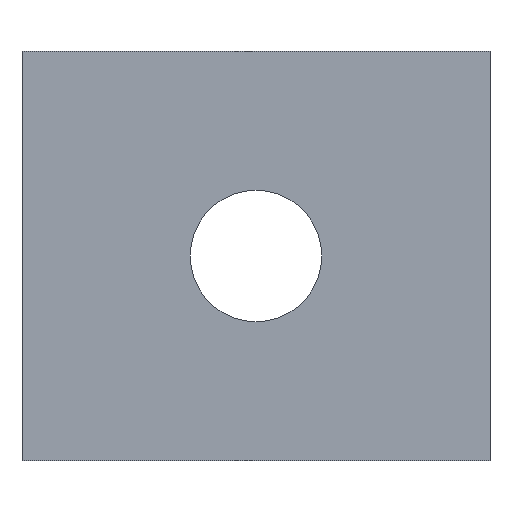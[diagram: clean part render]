
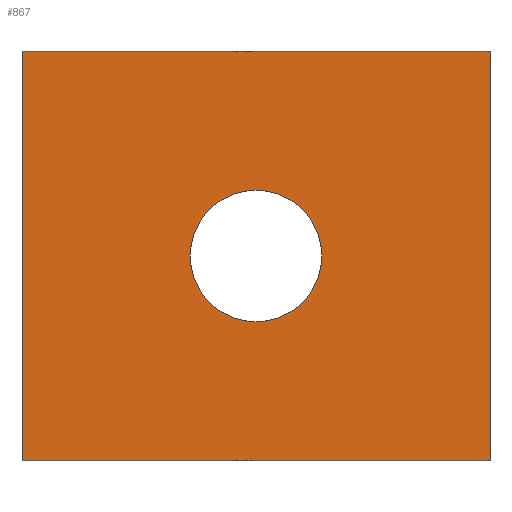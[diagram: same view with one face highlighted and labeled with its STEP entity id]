
A CAD part, front view. The second image highlights one B-rep face of the part: STEP entity #867.
In plain terms, the highlighted planar face has unit normal (0, -1, 0).
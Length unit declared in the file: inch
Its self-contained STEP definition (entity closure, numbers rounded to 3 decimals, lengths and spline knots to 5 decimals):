
#31 = DIRECTION ( 'NONE',  ( 0., 0., -1. ) ) ;
#51 = EDGE_CURVE ( 'NONE', #251, #426, #1092, .T. ) ;
#121 = VERTEX_POINT ( 'NONE', #1017 ) ;
#125 = DIRECTION ( 'NONE',  ( 1., 0., 0. ) ) ;
#136 = LINE ( 'NONE', #871, #998 ) ;
#151 = CARTESIAN_POINT ( 'NONE',  ( 0., -0.5, 0.297 ) ) ;
#192 = CARTESIAN_POINT ( 'NONE',  ( 0.5, -0.5, 0. ) ) ;
#198 = ORIENTED_EDGE ( 'NONE', *, *, #226, .F. ) ;
#199 = PLANE ( 'NONE',  #984 ) ;
#202 = ORIENTED_EDGE ( 'NONE', *, *, #917, .T. ) ;
#203 = DIRECTION ( 'NONE',  ( 0., 1., 0. ) ) ;
#221 = ORIENTED_EDGE ( 'NONE', *, *, #1215, .T. ) ;
#226 = EDGE_CURVE ( 'NONE', #251, #407, #136, .T. ) ;
#251 = VERTEX_POINT ( 'NONE', #1055 ) ;
#254 = ORIENTED_EDGE ( 'NONE', *, *, #836, .T. ) ;
#265 = VECTOR ( 'NONE', #1189, 39.37008 ) ;
#267 = DIRECTION ( 'NONE',  ( 0., 0., 1. ) ) ;
#290 = EDGE_CURVE ( 'NONE', #407, #1183, #405, .T. ) ;
#292 = FACE_OUTER_BOUND ( 'NONE', #655, .T. ) ;
#355 = CARTESIAN_POINT ( 'NONE',  ( 0.5, -0.5, 0. ) ) ;
#376 = LINE ( 'NONE', #192, #588 ) ;
#379 = CARTESIAN_POINT ( 'NONE',  ( 0., -0.5, 0.4375 ) ) ;
#405 = LINE ( 'NONE', #584, #1145 ) ;
#407 = VERTEX_POINT ( 'NONE', #716 ) ;
#426 = VERTEX_POINT ( 'NONE', #808 ) ;
#574 = DIRECTION ( 'NONE',  ( 0., 1., 0. ) ) ;
#584 = CARTESIAN_POINT ( 'NONE',  ( 0.5, -0.5, 0.875 ) ) ;
#588 = VECTOR ( 'NONE', #757, 39.37008 ) ;
#631 = CARTESIAN_POINT ( 'NONE',  ( -0.5, -0.5, 0.875 ) ) ;
#651 = ORIENTED_EDGE ( 'NONE', *, *, #51, .T. ) ;
#655 = EDGE_LOOP ( 'NONE', ( #202, #768, #198, #651 ) ) ;
#716 = CARTESIAN_POINT ( 'NONE',  ( 0.5, -0.5, 0.875 ) ) ;
#725 = VERTEX_POINT ( 'NONE', #151 ) ;
#757 = DIRECTION ( 'NONE',  ( 1., 0., 0. ) ) ;
#763 = CARTESIAN_POINT ( 'NONE',  ( 0., -0.5, 0.4375 ) ) ;
#768 = ORIENTED_EDGE ( 'NONE', *, *, #290, .F. ) ;
#782 = CIRCLE ( 'NONE', #937, 0.1405 ) ;
#808 = CARTESIAN_POINT ( 'NONE',  ( -0.5, -0.5, 0. ) ) ;
#836 = EDGE_CURVE ( 'NONE', #121, #725, #782, .T. ) ;
#837 = EDGE_LOOP ( 'NONE', ( #254, #221 ) ) ;
#848 = DIRECTION ( 'NONE',  ( 1., 0., 0. ) ) ;
#867 = ADVANCED_FACE ( 'NONE', ( #1144, #292 ), #199, .F. ) ;
#871 = CARTESIAN_POINT ( 'NONE',  ( 0.5, -0.5, 0.875 ) ) ;
#917 = EDGE_CURVE ( 'NONE', #426, #1183, #376, .T. ) ;
#918 = AXIS2_PLACEMENT_3D ( 'NONE', #379, #574, #1150 ) ;
#928 = DIRECTION ( 'NONE',  ( 0., 1., 0. ) ) ;
#937 = AXIS2_PLACEMENT_3D ( 'NONE', #763, #203, #267 ) ;
#955 = CARTESIAN_POINT ( 'NONE',  ( 0.5, -0.5, 0.875 ) ) ;
#984 = AXIS2_PLACEMENT_3D ( 'NONE', #955, #928, #848 ) ;
#998 = VECTOR ( 'NONE', #125, 39.37008 ) ;
#1017 = CARTESIAN_POINT ( 'NONE',  ( 0., -0.5, 0.578 ) ) ;
#1044 = CIRCLE ( 'NONE', #918, 0.1405 ) ;
#1055 = CARTESIAN_POINT ( 'NONE',  ( -0.5, -0.5, 0.875 ) ) ;
#1092 = LINE ( 'NONE', #631, #265 ) ;
#1144 = FACE_BOUND ( 'NONE', #837, .T. ) ;
#1145 = VECTOR ( 'NONE', #31, 39.37008 ) ;
#1150 = DIRECTION ( 'NONE',  ( 0., 0., 1. ) ) ;
#1183 = VERTEX_POINT ( 'NONE', #355 ) ;
#1189 = DIRECTION ( 'NONE',  ( 0., 0., -1. ) ) ;
#1215 = EDGE_CURVE ( 'NONE', #725, #121, #1044, .T. ) ;
